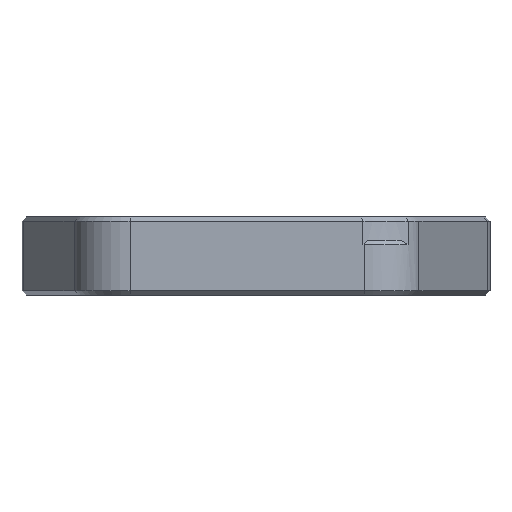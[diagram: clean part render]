
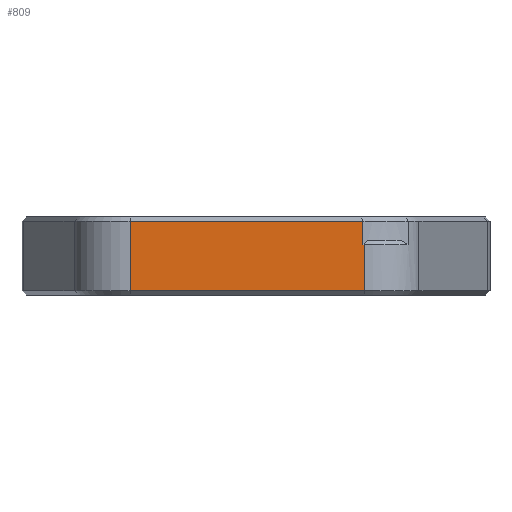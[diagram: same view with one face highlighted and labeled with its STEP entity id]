
A CAD part, left-side view. The second image highlights one B-rep face of the part: STEP entity #809.
In plain terms, the highlighted planar face has unit normal (-1, 0, 0).
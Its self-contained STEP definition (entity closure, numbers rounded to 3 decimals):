
#2 = CARTESIAN_POINT ( 'NONE',  ( 56.678, 102.044, 194.094 ) ) ;
#113 = PLANE ( 'NONE',  #213 ) ;
#138 = LINE ( 'NONE', #2805, #2898 ) ;
#143 = VECTOR ( 'NONE', #2701, 1000. ) ;
#183 = VERTEX_POINT ( 'NONE', #3266 ) ;
#206 = VECTOR ( 'NONE', #1096, 1000. ) ;
#213 = AXIS2_PLACEMENT_3D ( 'NONE', #1158, #3210, #1426 ) ;
#220 = VECTOR ( 'NONE', #1047, 1000. ) ;
#268 = VECTOR ( 'NONE', #1014, 1000. ) ;
#359 = VERTEX_POINT ( 'NONE', #946 ) ;
#498 = LINE ( 'NONE', #1977, #2749 ) ;
#603 = EDGE_CURVE ( 'NONE', #359, #1335, #778, .T. ) ;
#692 = CARTESIAN_POINT ( 'NONE',  ( 56.678, 0., 119.522 ) ) ;
#778 = LINE ( 'NONE', #2, #220 ) ;
#809 = ADVANCED_FACE ( 'NONE', ( #2432 ), #113, .F. ) ;
#946 = CARTESIAN_POINT ( 'NONE',  ( 56.678, 102.044, 126.222 ) ) ;
#970 = DIRECTION ( 'NONE',  ( 0., 1., 0. ) ) ;
#995 = EDGE_CURVE ( 'NONE', #183, #359, #1402, .T. ) ;
#1014 = DIRECTION ( 'NONE',  ( 0., 0., -1. ) ) ;
#1047 = DIRECTION ( 'NONE',  ( 0., 0., -1. ) ) ;
#1096 = DIRECTION ( 'NONE',  ( 0., 1., 0. ) ) ;
#1158 = CARTESIAN_POINT ( 'NONE',  ( 56.678, 0., 194.094 ) ) ;
#1222 = LINE ( 'NONE', #692, #143 ) ;
#1225 = DIRECTION ( 'NONE',  ( 0., 0., -1. ) ) ;
#1282 = EDGE_CURVE ( 'NONE', #183, #2698, #3124, .T. ) ;
#1335 = VERTEX_POINT ( 'NONE', #3090 ) ;
#1370 = CARTESIAN_POINT ( 'NONE',  ( 56.678, 79.664, 123.972 ) ) ;
#1402 = LINE ( 'NONE', #2425, #206 ) ;
#1426 = DIRECTION ( 'NONE',  ( 0., 1., 0. ) ) ;
#1434 = VERTEX_POINT ( 'NONE', #1767 ) ;
#1547 = EDGE_CURVE ( 'NONE', #1434, #2593, #498, .T. ) ;
#1767 = CARTESIAN_POINT ( 'NONE',  ( 56.678, 79.544, 123.972 ) ) ;
#1829 = CARTESIAN_POINT ( 'NONE',  ( 56.678, 79.664, 124.372 ) ) ;
#1977 = CARTESIAN_POINT ( 'NONE',  ( 56.678, 79.544, 194.094 ) ) ;
#2064 = EDGE_CURVE ( 'NONE', #1434, #2698, #138, .T. ) ;
#2086 = ORIENTED_EDGE ( 'NONE', *, *, #1282, .F. ) ;
#2091 = ORIENTED_EDGE ( 'NONE', *, *, #1547, .F. ) ;
#2425 = CARTESIAN_POINT ( 'NONE',  ( 56.678, 0., 126.222 ) ) ;
#2432 = FACE_OUTER_BOUND ( 'NONE', #2750, .T. ) ;
#2454 = ORIENTED_EDGE ( 'NONE', *, *, #3195, .T. ) ;
#2479 = ORIENTED_EDGE ( 'NONE', *, *, #2064, .T. ) ;
#2593 = VERTEX_POINT ( 'NONE', #2780 ) ;
#2698 = VERTEX_POINT ( 'NONE', #1370 ) ;
#2701 = DIRECTION ( 'NONE',  ( 0., -1., 0. ) ) ;
#2749 = VECTOR ( 'NONE', #1225, 1000. ) ;
#2750 = EDGE_LOOP ( 'NONE', ( #2091, #2479, #2086, #2836, #3047, #2454 ) ) ;
#2780 = CARTESIAN_POINT ( 'NONE',  ( 56.678, 79.544, 119.522 ) ) ;
#2805 = CARTESIAN_POINT ( 'NONE',  ( 56.678, 0., 123.972 ) ) ;
#2836 = ORIENTED_EDGE ( 'NONE', *, *, #995, .T. ) ;
#2898 = VECTOR ( 'NONE', #970, 1000. ) ;
#3047 = ORIENTED_EDGE ( 'NONE', *, *, #603, .T. ) ;
#3090 = CARTESIAN_POINT ( 'NONE',  ( 56.678, 102.044, 119.522 ) ) ;
#3124 = LINE ( 'NONE', #1829, #268 ) ;
#3195 = EDGE_CURVE ( 'NONE', #1335, #2593, #1222, .T. ) ;
#3210 = DIRECTION ( 'NONE',  ( 1., 0., 0. ) ) ;
#3266 = CARTESIAN_POINT ( 'NONE',  ( 56.678, 79.664, 126.222 ) ) ;
